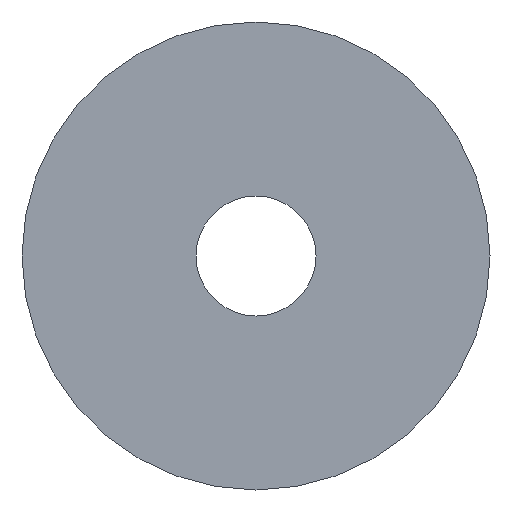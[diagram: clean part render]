
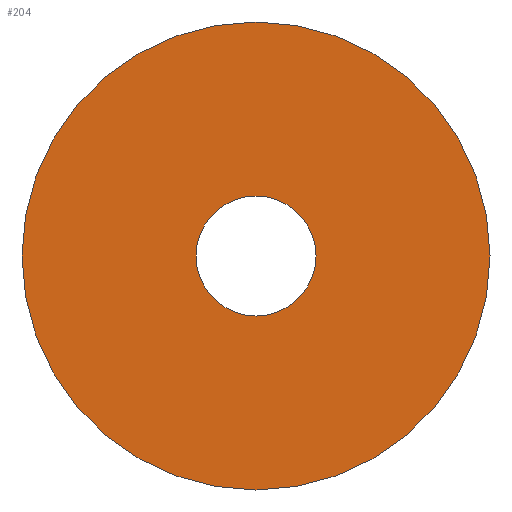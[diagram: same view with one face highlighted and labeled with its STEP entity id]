
A CAD part, left-side view. The second image highlights one B-rep face of the part: STEP entity #204.
In plain terms, the highlighted planar face has unit normal (-1, 0, 0).
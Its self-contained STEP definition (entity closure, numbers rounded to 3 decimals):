
#4 = VERTEX_POINT ( 'NONE', #60 ) ;
#10 = DIRECTION ( 'NONE',  ( 0., 0., -1. ) ) ;
#12 = FACE_OUTER_BOUND ( 'NONE', #177, .T. ) ;
#20 = ORIENTED_EDGE ( 'NONE', *, *, #55, .F. ) ;
#22 = DIRECTION ( 'NONE',  ( 1., 0., 0. ) ) ;
#32 = EDGE_CURVE ( 'NONE', #187, #4, #199, .T. ) ;
#37 = EDGE_LOOP ( 'NONE', ( #105, #172 ) ) ;
#41 = CARTESIAN_POINT ( 'NONE',  ( -0.9, 0., 0. ) ) ;
#55 = EDGE_CURVE ( 'NONE', #182, #59, #214, .T. ) ;
#59 = VERTEX_POINT ( 'NONE', #163 ) ;
#60 = CARTESIAN_POINT ( 'NONE',  ( -0.9, 0., -5. ) ) ;
#65 = PLANE ( 'NONE',  #99 ) ;
#67 = CARTESIAN_POINT ( 'NONE',  ( -0.9, 0., 19.5 ) ) ;
#68 = AXIS2_PLACEMENT_3D ( 'NONE', #162, #22, #115 ) ;
#69 = EDGE_CURVE ( 'NONE', #4, #187, #196, .T. ) ;
#71 = ORIENTED_EDGE ( 'NONE', *, *, #189, .F. ) ;
#80 = DIRECTION ( 'NONE',  ( 0., 0., -1. ) ) ;
#84 = CARTESIAN_POINT ( 'NONE',  ( -0.9, 0., 0. ) ) ;
#85 = DIRECTION ( 'NONE',  ( 1., 0., 0. ) ) ;
#99 = AXIS2_PLACEMENT_3D ( 'NONE', #84, #178, #191 ) ;
#105 = ORIENTED_EDGE ( 'NONE', *, *, #32, .T. ) ;
#112 = CARTESIAN_POINT ( 'NONE',  ( -0.9, 0., 0. ) ) ;
#115 = DIRECTION ( 'NONE',  ( 0., 0., -1. ) ) ;
#119 = CARTESIAN_POINT ( 'NONE',  ( -0.9, 0., 5. ) ) ;
#126 = AXIS2_PLACEMENT_3D ( 'NONE', #112, #206, #188 ) ;
#134 = FACE_BOUND ( 'NONE', #37, .T. ) ;
#138 = CIRCLE ( 'NONE', #140, 19.5 ) ;
#140 = AXIS2_PLACEMENT_3D ( 'NONE', #180, #85, #10 ) ;
#154 = AXIS2_PLACEMENT_3D ( 'NONE', #41, #174, #80 ) ;
#162 = CARTESIAN_POINT ( 'NONE',  ( -0.9, 0., 0. ) ) ;
#163 = CARTESIAN_POINT ( 'NONE',  ( -0.9, 0., -19.5 ) ) ;
#172 = ORIENTED_EDGE ( 'NONE', *, *, #69, .T. ) ;
#174 = DIRECTION ( 'NONE',  ( 1., 0., 0. ) ) ;
#177 = EDGE_LOOP ( 'NONE', ( #20, #71 ) ) ;
#178 = DIRECTION ( 'NONE',  ( 1., 0., 0. ) ) ;
#180 = CARTESIAN_POINT ( 'NONE',  ( -0.9, 0., 0. ) ) ;
#182 = VERTEX_POINT ( 'NONE', #67 ) ;
#187 = VERTEX_POINT ( 'NONE', #119 ) ;
#188 = DIRECTION ( 'NONE',  ( 0., 0., -1. ) ) ;
#189 = EDGE_CURVE ( 'NONE', #59, #182, #138, .T. ) ;
#191 = DIRECTION ( 'NONE',  ( 0., 0., -1. ) ) ;
#196 = CIRCLE ( 'NONE', #154, 5. ) ;
#199 = CIRCLE ( 'NONE', #68, 5. ) ;
#204 = ADVANCED_FACE ( 'NONE', ( #12, #134 ), #65, .F. ) ;
#206 = DIRECTION ( 'NONE',  ( 1., 0., 0. ) ) ;
#214 = CIRCLE ( 'NONE', #126, 19.5 ) ;
